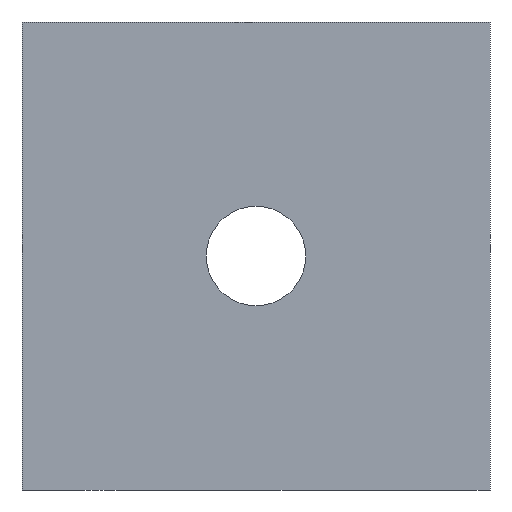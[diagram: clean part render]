
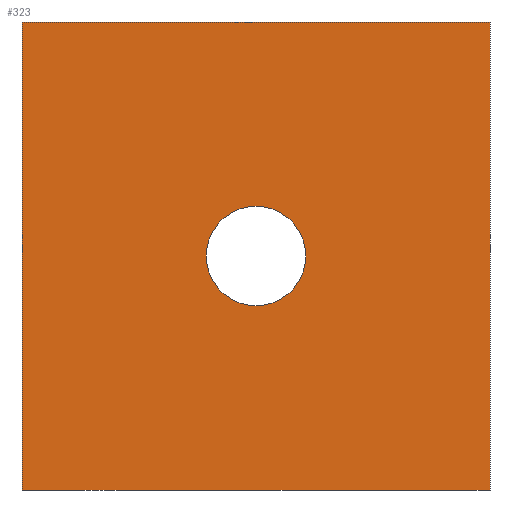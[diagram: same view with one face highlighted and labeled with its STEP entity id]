
A CAD part, front view. The second image highlights one B-rep face of the part: STEP entity #323.
In plain terms, the highlighted planar face has unit normal (0, -1, 0).
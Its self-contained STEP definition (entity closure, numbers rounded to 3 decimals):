
#21=FACE_BOUND('',#82,.T.);
#39=PLANE('',#360);
#57=FACE_OUTER_BOUND('',#81,.T.);
#81=EDGE_LOOP('',(#283,#284,#285,#286));
#82=EDGE_LOOP('',(#287));
#93=LINE('',#484,#118);
#107=LINE('',#543,#132);
#108=LINE('',#546,#133);
#109=LINE('',#547,#134);
#118=VECTOR('',#384,40.);
#132=VECTOR('',#450,40.);
#133=VECTOR('',#453,40.);
#134=VECTOR('',#454,40.);
#145=CIRCLE('',#356,4.25);
#154=VERTEX_POINT('',#481);
#155=VERTEX_POINT('',#483);
#172=VERTEX_POINT('',#533);
#174=VERTEX_POINT('',#541);
#175=VERTEX_POINT('',#545);
#186=EDGE_CURVE('',#155,#154,#93,.T.);
#210=EDGE_CURVE('',#172,#172,#145,.T.);
#214=EDGE_CURVE('',#154,#174,#107,.T.);
#215=EDGE_CURVE('',#174,#175,#108,.T.);
#216=EDGE_CURVE('',#155,#175,#109,.T.);
#283=ORIENTED_EDGE('',*,*,#215,.T.);
#284=ORIENTED_EDGE('',*,*,#216,.F.);
#285=ORIENTED_EDGE('',*,*,#186,.T.);
#286=ORIENTED_EDGE('',*,*,#214,.T.);
#287=ORIENTED_EDGE('',*,*,#210,.T.);
#323=ADVANCED_FACE('',(#57,#21),#39,.T.);
#356=AXIS2_PLACEMENT_3D('',#534,#439,#440);
#360=AXIS2_PLACEMENT_3D('',#544,#451,#452);
#384=DIRECTION('',(1.,0.,0.));
#439=DIRECTION('center_axis',(0.,1.,0.));
#440=DIRECTION('ref_axis',(1.,0.,0.));
#450=DIRECTION('',(0.,0.,1.));
#451=DIRECTION('center_axis',(0.,-1.,0.));
#452=DIRECTION('ref_axis',(0.,0.,-1.));
#453=DIRECTION('',(-1.,0.,0.));
#454=DIRECTION('',(0.,0.,1.));
#481=CARTESIAN_POINT('',(10.39,-27.274,0.));
#483=CARTESIAN_POINT('',(-29.61,-27.274,0.));
#484=CARTESIAN_POINT('',(-29.61,-27.274,0.));
#533=CARTESIAN_POINT('',(-13.86,-27.274,20.));
#534=CARTESIAN_POINT('Origin',(-9.61,-27.274,20.));
#541=CARTESIAN_POINT('',(10.39,-27.274,40.));
#543=CARTESIAN_POINT('',(10.39,-27.274,0.));
#544=CARTESIAN_POINT('Origin',(10.39,-27.274,0.));
#545=CARTESIAN_POINT('',(-29.61,-27.274,40.));
#546=CARTESIAN_POINT('',(-29.61,-27.274,40.));
#547=CARTESIAN_POINT('',(-29.61,-27.274,0.));
